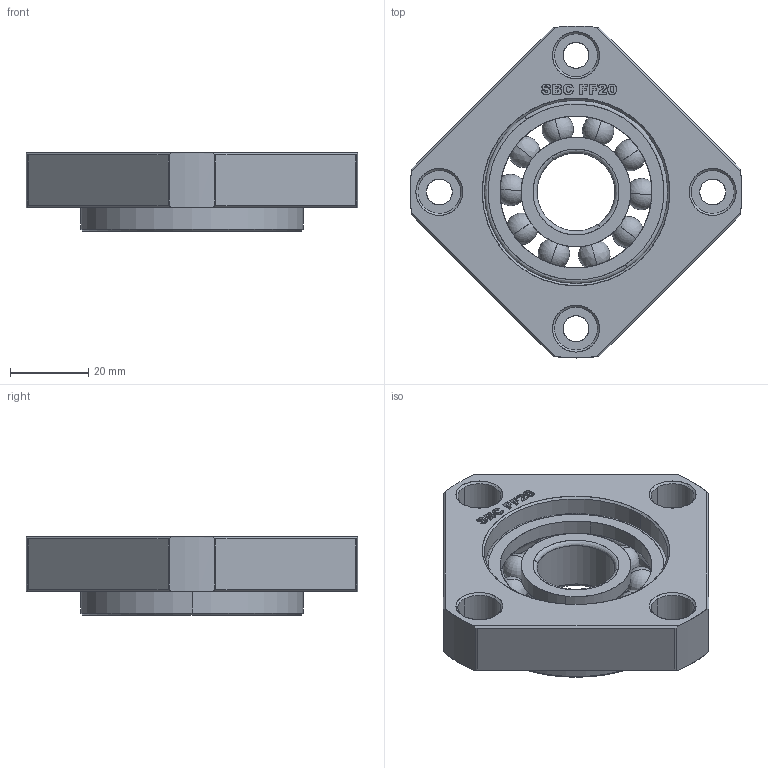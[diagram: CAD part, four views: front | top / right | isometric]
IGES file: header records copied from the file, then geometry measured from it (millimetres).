
Start section: SolidWorks IGES file using analytic representation for surfaces
Global section: file name: ﾄｫｴﾞｷﾎｱﾗ ﾀﾛｾFF 20.IGS,1; native system: 5HSolidWorks 2013; preprocessor: SolidWorks 2013; author: Administrator; date: 141022.144959; units: millimetre
Bounding box: 85 x 85 x 20 mm (x, y, z)
Surface area: 24131 mm2 (no closed solid volume)
Topology: 0 solids, 0 shells, 220 faces, 3555 edges, 3537 vertices
Faces by surface type: bspline 153, revolution 67
